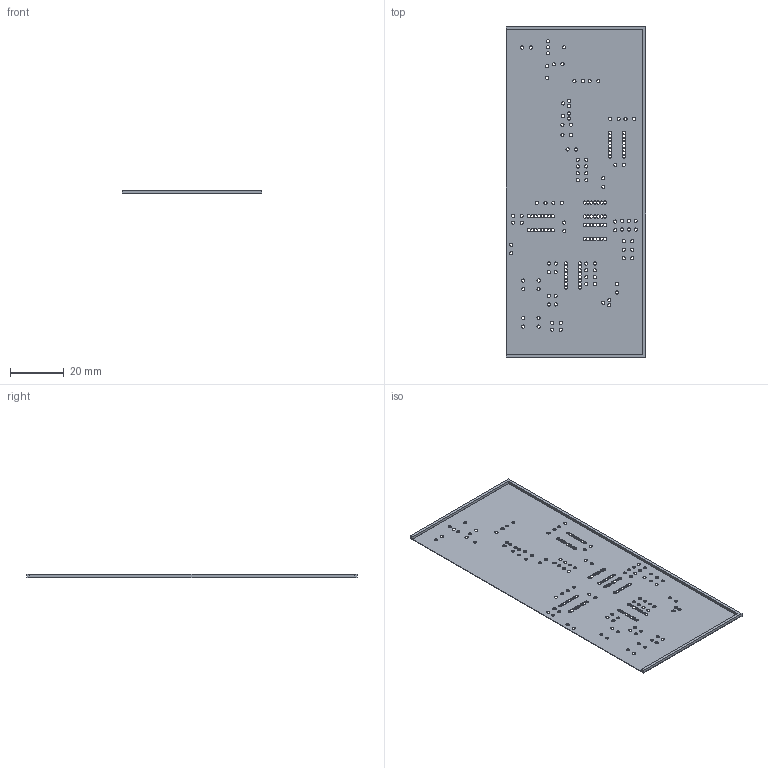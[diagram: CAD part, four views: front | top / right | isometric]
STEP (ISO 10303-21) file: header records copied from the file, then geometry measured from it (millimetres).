
FILE_DESCRIPTION(('FreeCAD Model'),'2;1');
FILE_NAME('Open CASCADE Shape Model','2022-04-02T20:55:20',('Author'),( ''),'Open CASCADE STEP processor 7.5','FreeCAD','Unknown');
FILE_SCHEMA(('AUTOMOTIVE_DESIGN { 1 0 10303 214 1 1 1 1 }'));
Length unit declared in the file: millimetre
Products named in the file (1): Body
Bounding box: 52 x 123.05 x 1.2 mm (x, y, z)
Volume: 1487 mm3; surface area: 13052.2 mm2
Topology: 1 solids, 1 shells, 195 faces, 571 edges, 378 vertices
Faces by surface type: cylinder 177, plane 18
Full cylindrical faces by diameter (mm): 1.2 x177
Entity records: 15359 total; most frequent: CARTESIAN_POINT 3349, DIRECTION 2282, ORIENTED_EDGE 1142, PCURVE 1142, DEFINITIONAL_REPRESENTATION 1142, LINE 1005, VECTOR 1005, EDGE_CURVE 571
